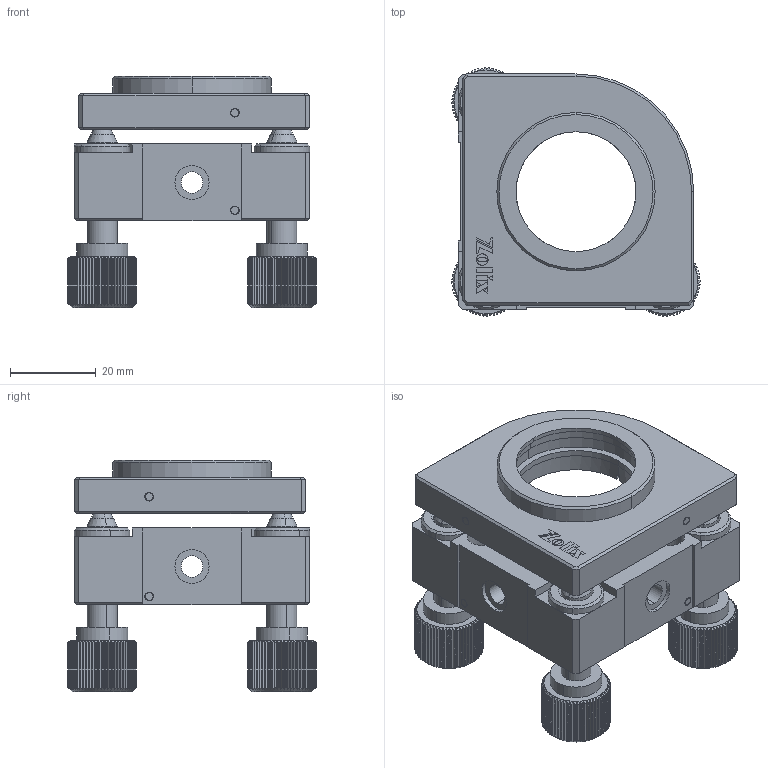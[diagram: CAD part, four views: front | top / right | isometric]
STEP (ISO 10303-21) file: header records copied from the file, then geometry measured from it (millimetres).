
FILE_DESCRIPTION (( 'STEP AP203' ), '1' );
FILE_NAME ('OMHS30-C.STEP', '2019-05-10T01:43:04', ( '' ), ( '' ), 'SwSTEP 2.0', 'SolidWorks 2016', '' );
FILE_SCHEMA (( 'CONFIG_CONTROL_DESIGN' ));
Length unit declared in the file: millimetre
Products named in the file (1): OMHS30-C
Bounding box: 58 x 58 x 54.05 mm (x, y, z)
Surface area: 25139.9 mm2 (no closed solid volume)
Topology: 0 solids, 33 shells, 993 faces, 2749 edges, 1782 vertices
Faces by surface type: plane 480, cylinder 269, cone 238, torus 6
Entity records: 32556 total; most frequent: CARTESIAN_POINT 8211, ORIENTED_EDGE 5070, DIRECTION 4809, EDGE_CURVE 2743, AXIS2_PLACEMENT_3D 1828, VERTEX_POINT 1782, VECTOR 1153, LINE 1153
